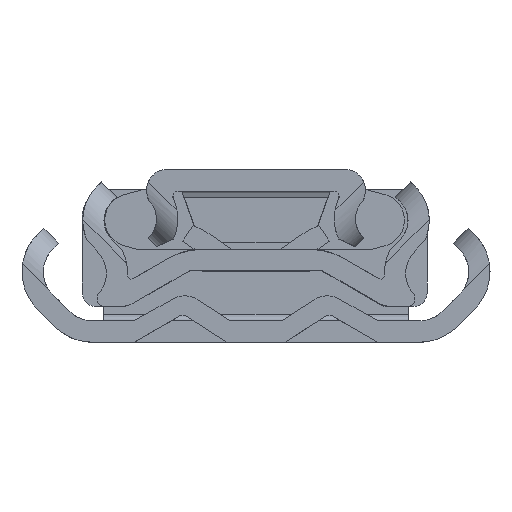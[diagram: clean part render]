
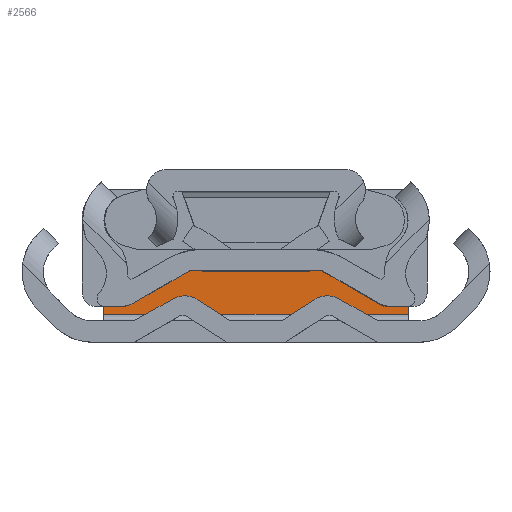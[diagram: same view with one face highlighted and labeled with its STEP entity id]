
A CAD part, left-side view. The second image highlights one B-rep face of the part: STEP entity #2566.
In plain terms, the highlighted planar face has unit normal (-1, 0, 0).
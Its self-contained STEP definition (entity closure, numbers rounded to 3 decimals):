
#202 = CARTESIAN_POINT ( 'NONE',  ( 303.2, 11.5, 2.1 ) ) ;
#334 = EDGE_CURVE ( 'NONE', #3397, #5012, #3574, .T. ) ;
#1270 = VERTEX_POINT ( 'NONE', #3920 ) ;
#1323 = AXIS2_PLACEMENT_3D ( 'NONE', #9954, #9239, #7482 ) ;
#1370 = AXIS2_PLACEMENT_3D ( 'NONE', #1842, #5303, #8649 ) ;
#1842 = CARTESIAN_POINT ( 'NONE',  ( 303.2, 9.5, 6.4 ) ) ;
#2304 = LINE ( 'NONE', #9900, #7413 ) ;
#2438 = EDGE_CURVE ( 'NONE', #4649, #1270, #9047, .T. ) ;
#2566 = ADVANCED_FACE ( 'NONE', ( #3519 ), #6048, .F. ) ;
#2749 = DIRECTION ( 'NONE',  ( 0., 0., 1. ) ) ;
#2811 = DIRECTION ( 'NONE',  ( 0., -1., 0. ) ) ;
#2918 = CARTESIAN_POINT ( 'NONE',  ( 303.2, -11.5, 2.1 ) ) ;
#3023 = LINE ( 'NONE', #3965, #5317 ) ;
#3224 = VECTOR ( 'NONE', #2811, 1000. ) ;
#3321 = ORIENTED_EDGE ( 'NONE', *, *, #6867, .F. ) ;
#3397 = VERTEX_POINT ( 'NONE', #202 ) ;
#3470 = VERTEX_POINT ( 'NONE', #4427 ) ;
#3519 = FACE_OUTER_BOUND ( 'NONE', #10634, .T. ) ;
#3574 = LINE ( 'NONE', #10280, #10582 ) ;
#3602 = CARTESIAN_POINT ( 'NONE',  ( 303.2, -9.5, 8.4 ) ) ;
#3920 = CARTESIAN_POINT ( 'NONE',  ( 303.2, -11.5, 6.4 ) ) ;
#3965 = CARTESIAN_POINT ( 'NONE',  ( 303.2, -11.5, 6.4 ) ) ;
#4204 = ORIENTED_EDGE ( 'NONE', *, *, #2438, .F. ) ;
#4364 = CARTESIAN_POINT ( 'NONE',  ( 303.2, 11.5, 6.4 ) ) ;
#4427 = CARTESIAN_POINT ( 'NONE',  ( 303.2, 9.5, 8.4 ) ) ;
#4468 = LINE ( 'NONE', #2918, #3224 ) ;
#4649 = VERTEX_POINT ( 'NONE', #3602 ) ;
#4787 = DIRECTION ( 'NONE',  ( 0., 0., -1. ) ) ;
#5012 = VERTEX_POINT ( 'NONE', #4364 ) ;
#5188 = EDGE_CURVE ( 'NONE', #3397, #8297, #4468, .T. ) ;
#5303 = DIRECTION ( 'NONE',  ( 1., 0., 0. ) ) ;
#5317 = VECTOR ( 'NONE', #4787, 1000. ) ;
#6048 = PLANE ( 'NONE',  #7128 ) ;
#6115 = CIRCLE ( 'NONE', #1370, 2. ) ;
#6867 = EDGE_CURVE ( 'NONE', #3470, #4649, #2304, .T. ) ;
#6882 = DIRECTION ( 'NONE',  ( 0., 0., -1. ) ) ;
#6938 = EDGE_CURVE ( 'NONE', #1270, #8297, #3023, .T. ) ;
#7062 = ORIENTED_EDGE ( 'NONE', *, *, #9722, .F. ) ;
#7128 = AXIS2_PLACEMENT_3D ( 'NONE', #7761, #9500, #6882 ) ;
#7413 = VECTOR ( 'NONE', #8802, 1000. ) ;
#7482 = DIRECTION ( 'NONE',  ( 0., 0., -1. ) ) ;
#7761 = CARTESIAN_POINT ( 'NONE',  ( 303.2, -9.5, 6.4 ) ) ;
#8297 = VERTEX_POINT ( 'NONE', #10184 ) ;
#8649 = DIRECTION ( 'NONE',  ( 0., 0., -1. ) ) ;
#8802 = DIRECTION ( 'NONE',  ( 0., -1., 0. ) ) ;
#9047 = CIRCLE ( 'NONE', #1323, 2. ) ;
#9239 = DIRECTION ( 'NONE',  ( 1., 0., 0. ) ) ;
#9331 = ORIENTED_EDGE ( 'NONE', *, *, #334, .F. ) ;
#9500 = DIRECTION ( 'NONE',  ( 1., 0., 0. ) ) ;
#9722 = EDGE_CURVE ( 'NONE', #5012, #3470, #6115, .T. ) ;
#9900 = CARTESIAN_POINT ( 'NONE',  ( 303.2, 9.5, 8.4 ) ) ;
#9954 = CARTESIAN_POINT ( 'NONE',  ( 303.2, -9.5, 6.4 ) ) ;
#9962 = ORIENTED_EDGE ( 'NONE', *, *, #6938, .F. ) ;
#10184 = CARTESIAN_POINT ( 'NONE',  ( 303.2, -11.5, 2.1 ) ) ;
#10280 = CARTESIAN_POINT ( 'NONE',  ( 303.2, 11.5, 6.4 ) ) ;
#10379 = ORIENTED_EDGE ( 'NONE', *, *, #5188, .T. ) ;
#10582 = VECTOR ( 'NONE', #2749, 1000. ) ;
#10634 = EDGE_LOOP ( 'NONE', ( #9331, #10379, #9962, #4204, #3321, #7062 ) ) ;
